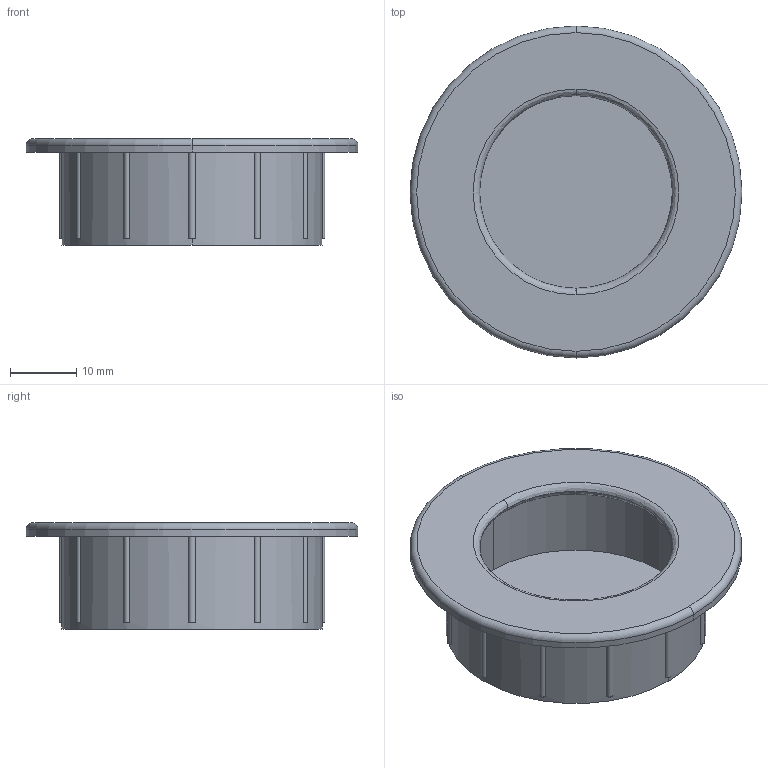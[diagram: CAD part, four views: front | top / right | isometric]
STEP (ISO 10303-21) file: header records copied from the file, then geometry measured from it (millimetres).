
FILE_DESCRIPTION(('Creo Elements/Direct Modeling STEP Export'),'2;1');
FILE_NAME('2159-50.stp','2024-09-23T10:25:54',(''),(''),'Creo Elements/Direct Modeling STEP processor for AP214 (Solid Model)','Creo Elements/Direct Modeling 20.0 12-Nov-2016 (C) Parametric Technology GmbH','');
FILE_SCHEMA(('AUTOMOTIVE_DESIGN { 1 0 10303 214 1 1 1 1 }'));
Length unit declared in the file: millimetre
Products named in the file (3): Muschelboden; Muschel_rund; Muschel_gesamt
Assembly tree (2 placements, depth 2):
  Muschel_gesamt
    Muschel_rund
    Muschelboden
Bounding box: 50 x 50 x 16 mm (x, y, z)
Volume: 6699 mm3; surface area: 8571 mm2
Topology: 2 solids, 2 shells, 47 faces, 116 edges, 76 vertices
Faces by surface type: cylinder 22, plane 19, bspline 4, torus 2
Entity records: 1813 total; most frequent: CARTESIAN_POINT 672, ORIENTED_EDGE 232, DIRECTION 230, EDGE_CURVE 116, AXIS2_PLACEMENT_3D 98, VERTEX_POINT 76, CIRCLE 52, EDGE_LOOP 52
